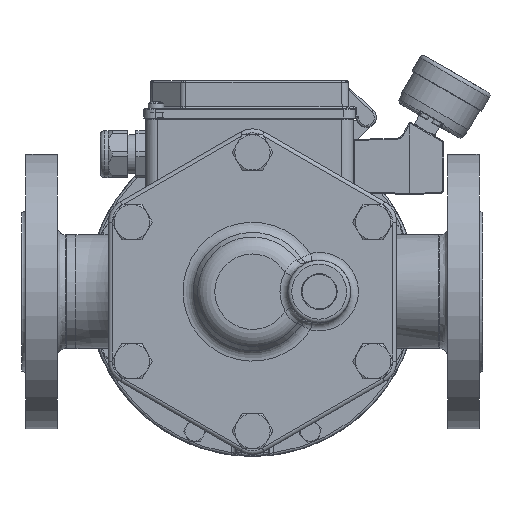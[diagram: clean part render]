
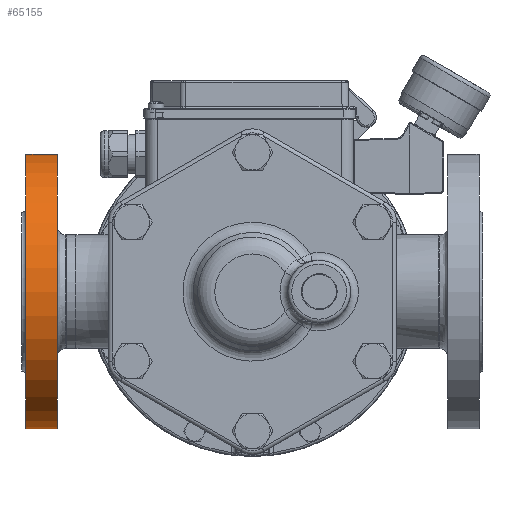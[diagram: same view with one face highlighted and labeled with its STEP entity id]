
A CAD part, front view. The second image highlights one B-rep face of the part: STEP entity #65155.
In plain terms, the highlighted cylindrical face has radius 70 mm (diameter 140 mm), a full revolution.
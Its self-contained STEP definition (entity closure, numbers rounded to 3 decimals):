
#2066=CIRCLE('',#69486,70.);
#2067=CIRCLE('',#69487,70.);
#2068=CIRCLE('',#69488,70.);
#2069=CIRCLE('',#69489,70.);
#4914=CYLINDRICAL_SURFACE('',#69485,70.);
#8895=FACE_OUTER_BOUND('',#12967,.T.);
#12967=EDGE_LOOP('',(#46311,#46312,#46313,#46314,#46315,#46316));
#17317=LINE('',#109197,#21481);
#21481=VECTOR('',#78049,70.);
#27750=VERTEX_POINT('',#109193);
#27751=VERTEX_POINT('',#109194);
#27752=VERTEX_POINT('',#109196);
#27753=VERTEX_POINT('',#109198);
#34640=EDGE_CURVE('',#27750,#27751,#2066,.T.);
#34641=EDGE_CURVE('',#27751,#27752,#17317,.T.);
#34642=EDGE_CURVE('',#27752,#27753,#2067,.T.);
#34643=EDGE_CURVE('',#27753,#27752,#2068,.T.);
#34644=EDGE_CURVE('',#27751,#27750,#2069,.T.);
#46311=ORIENTED_EDGE('',*,*,#34640,.T.);
#46312=ORIENTED_EDGE('',*,*,#34641,.T.);
#46313=ORIENTED_EDGE('',*,*,#34642,.T.);
#46314=ORIENTED_EDGE('',*,*,#34643,.T.);
#46315=ORIENTED_EDGE('',*,*,#34641,.F.);
#46316=ORIENTED_EDGE('',*,*,#34644,.T.);
#65155=ADVANCED_FACE('',(#8895),#4914,.T.);
#69485=AXIS2_PLACEMENT_3D('',#109192,#78045,#78046);
#69486=AXIS2_PLACEMENT_3D('',#109195,#78047,#78048);
#69487=AXIS2_PLACEMENT_3D('',#109199,#78050,#78051);
#69488=AXIS2_PLACEMENT_3D('',#109200,#78052,#78053);
#69489=AXIS2_PLACEMENT_3D('',#109201,#78054,#78055);
#78045=DIRECTION('center_axis',(-1.,0.,0.));
#78046=DIRECTION('ref_axis',(0.,0.,1.));
#78047=DIRECTION('center_axis',(1.,0.,0.));
#78048=DIRECTION('ref_axis',(0.,0.,1.));
#78049=DIRECTION('',(1.,0.,0.));
#78050=DIRECTION('center_axis',(-1.,0.,0.));
#78051=DIRECTION('ref_axis',(0.,0.,1.));
#78052=DIRECTION('center_axis',(-1.,0.,0.));
#78053=DIRECTION('ref_axis',(0.,0.,1.));
#78054=DIRECTION('center_axis',(1.,0.,0.));
#78055=DIRECTION('ref_axis',(0.,0.,1.));
#109192=CARTESIAN_POINT('Origin',(-90.052,33.269,0.));
#109193=CARTESIAN_POINT('',(-106.052,33.269,70.));
#109194=CARTESIAN_POINT('',(-106.052,33.269,-70.));
#109195=CARTESIAN_POINT('Origin',(-106.052,33.269,0.));
#109196=CARTESIAN_POINT('',(-90.052,33.269,-70.));
#109197=CARTESIAN_POINT('',(-90.052,33.269,-70.));
#109198=CARTESIAN_POINT('',(-90.052,33.269,70.));
#109199=CARTESIAN_POINT('Origin',(-90.052,33.269,0.));
#109200=CARTESIAN_POINT('Origin',(-90.052,33.269,0.));
#109201=CARTESIAN_POINT('Origin',(-106.052,33.269,0.));
